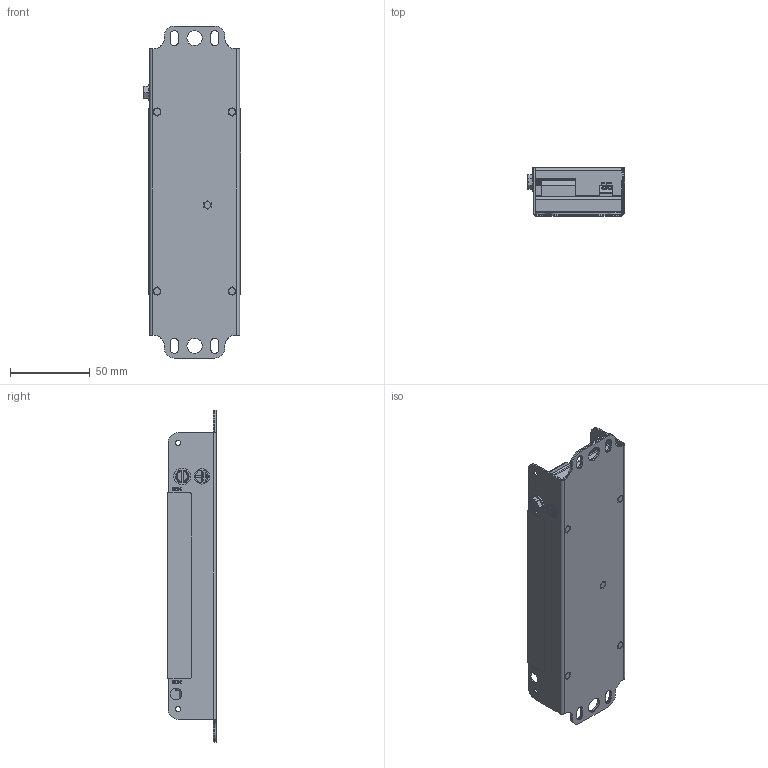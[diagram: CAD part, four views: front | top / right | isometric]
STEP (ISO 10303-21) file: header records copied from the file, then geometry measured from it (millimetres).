
FILE_DESCRIPTION (( 'STEP AP203' ), '1' );
FILE_NAME ('120-010001-000-A001-3DMODEL.STEP', '2016-07-20T19:30:37', ( 'setup' ), ( '' ), 'SwSTEP 2.0', 'SolidWorks 2016', '' );
FILE_SCHEMA (( 'CONFIG_CONTROL_DESIGN' ));
Length unit declared in the file: inch
Products named in the file (12): LBL042; 120-110000-029-A000_120-110000-029-A000; 326028-01A; ENC077F; 120-010068-099; ENC078G; SCR038_SCR038; SCR027_SCR027; 120-010001-000-A001-3DMODEL; ENC086A; 200366-01F; HDW034_HDW034
Assembly tree (14 placements, depth 2):
  120-010001-000-A001-3DMODEL
    ENC077F
    ENC078G
    SCR027_SCR027  x4
    ENC086A
    200366-01F
    HDW034_HDW034
    LBL042
    120-110000-029-A000_120-110000-029-A000
    326028-01A
    120-010068-099
    SCR038_SCR038
Bounding box: 60.91 x 30.28 x 208.29 mm (x, y, z)
Volume: 43201.1 mm3; surface area: 143264.7 mm2
Topology: 18 solids, 38 shells, 1774 faces, 5003 edges, 3336 vertices
Faces by surface type: cylinder 786, plane 746, cone 134, bspline 60, torus 40, sphere 8
Entity records: 57423 total; most frequent: CARTESIAN_POINT 17863, ORIENTED_EDGE 8104, DIRECTION 7645, EDGE_CURVE 4223, VERTEX_POINT 2829, AXIS2_PLACEMENT_3D 2632, VECTOR 2381, LINE 2381
